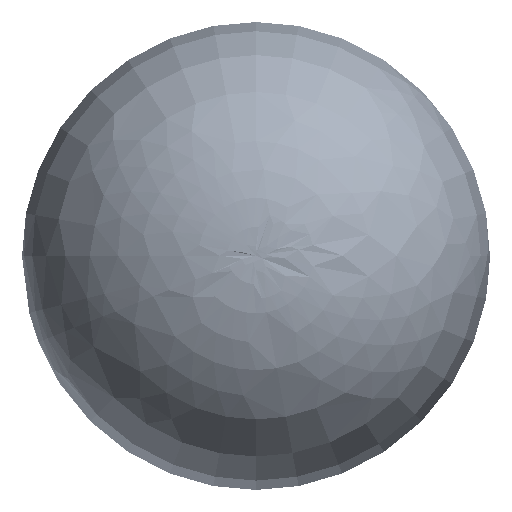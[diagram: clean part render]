
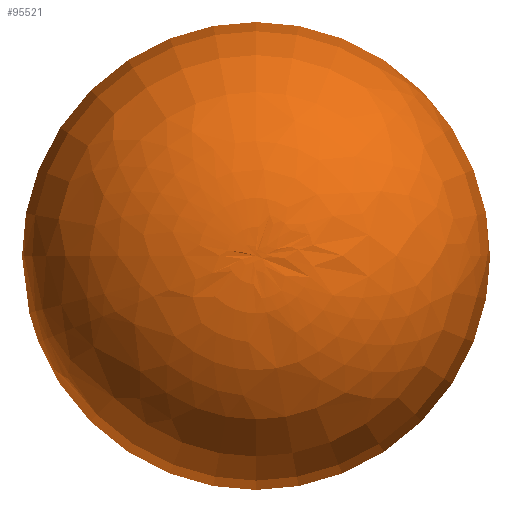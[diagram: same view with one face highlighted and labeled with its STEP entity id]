
A CAD part, top view. The second image highlights one B-rep face of the part: STEP entity #95521.
In plain terms, the highlighted free-form (B-spline) face has degree [2, 2] with [5, 9] control points.
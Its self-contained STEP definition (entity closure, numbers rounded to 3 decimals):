
#23701=FACE_OUTER_BOUND('',#29685,.T.);
#29685=EDGE_LOOP('',(#65964,#65965,#65966));
#36285=CIRCLE('',#102008,2599.17);
#36286=CIRCLE('',#102009,2770.323);
#42668=VERTEX_POINT('',#139783);
#42669=VERTEX_POINT('',#139831);
#51594=EDGE_CURVE('',#42668,#42668,#36285,.T.);
#51595=EDGE_CURVE('',#42668,#42669,#36286,.T.);
#65964=ORIENTED_EDGE('',*,*,#51594,.F.);
#65965=ORIENTED_EDGE('',*,*,#51595,.T.);
#65966=ORIENTED_EDGE('',*,*,#51595,.F.);
#94663=(
BOUNDED_SURFACE()
B_SPLINE_SURFACE(2,2,((#139786,#139787,#139788,#139789,#139790,#139791,
#139792,#139793,#139794),(#139795,#139796,#139797,#139798,#139799,#139800,
#139801,#139802,#139803),(#139804,#139805,#139806,#139807,#139808,#139809,
#139810,#139811,#139812),(#139813,#139814,#139815,#139816,#139817,#139818,
#139819,#139820,#139821),(#139822,#139823,#139824,#139825,#139826,#139827,
#139828,#139829,#139830)),.UNSPECIFIED.,.F.,.T.,.F.)
B_SPLINE_SURFACE_WITH_KNOTS((3,2,3),(3,2,2,2,3),(-1.643,-0.56,
0.524),(-3.142,-1.571,0.,1.571,
3.142),.UNSPECIFIED.)
GEOMETRIC_REPRESENTATION_ITEM()
RATIONAL_B_SPLINE_SURFACE(((1.,0.707,1.,0.707,1.,
0.707,1.,0.707,1.),(0.857,0.606,
0.857,0.606,0.857,0.606,
0.857,0.606,0.857),(1.,0.707,
1.,0.707,1.,0.707,1.,0.707,1.),(0.857,
0.606,0.857,0.606,0.857,
0.606,0.857,0.606,0.857),
(1.,0.707,1.,0.707,1.,0.707,1.,0.707,
1.)))
REPRESENTATION_ITEM('')
SURFACE()
);
#95521=ADVANCED_FACE('',(#23701),#94663,.F.);
#102008=AXIS2_PLACEMENT_3D('',#139785,#113225,#113226);
#102009=AXIS2_PLACEMENT_3D('',#139832,#113227,#113228);
#113225=DIRECTION('center_axis',(-1.,0.,0.));
#113226=DIRECTION('ref_axis',(0.,0.,1.));
#113227=DIRECTION('center_axis',(0.,-1.,0.));
#113228=DIRECTION('ref_axis',(0.,0.,-1.));
#139783=CARTESIAN_POINT('',(-1385.162,200.,-2599.17));
#139785=CARTESIAN_POINT('Origin',(-1385.162,200.,0.));
#139786=CARTESIAN_POINT('Ctrl Pts',(2763.094,200.,0.));
#139787=CARTESIAN_POINT('Ctrl Pts',(2763.094,200.,0.));
#139788=CARTESIAN_POINT('Ctrl Pts',(2763.094,200.,0.));
#139789=CARTESIAN_POINT('Ctrl Pts',(2763.094,200.,0.));
#139790=CARTESIAN_POINT('Ctrl Pts',(2763.094,200.,0.));
#139791=CARTESIAN_POINT('Ctrl Pts',(2763.094,200.,0.));
#139792=CARTESIAN_POINT('Ctrl Pts',(2763.094,200.,0.));
#139793=CARTESIAN_POINT('Ctrl Pts',(2763.094,200.,0.));
#139794=CARTESIAN_POINT('Ctrl Pts',(2763.094,200.,0.));
#139795=CARTESIAN_POINT('Ctrl Pts',(2883.433,200.,-1662.533));
#139796=CARTESIAN_POINT('Ctrl Pts',(2883.433,-1462.533,
-1662.533));
#139797=CARTESIAN_POINT('Ctrl Pts',(2883.433,-1462.533,
0.));
#139798=CARTESIAN_POINT('Ctrl Pts',(2883.433,-1462.533,
1662.533));
#139799=CARTESIAN_POINT('Ctrl Pts',(2883.433,200.,1662.533));
#139800=CARTESIAN_POINT('Ctrl Pts',(2883.433,1862.533,1662.533));
#139801=CARTESIAN_POINT('Ctrl Pts',(2883.433,1862.533,0.));
#139802=CARTESIAN_POINT('Ctrl Pts',(2883.433,1862.533,-1662.533));
#139803=CARTESIAN_POINT('Ctrl Pts',(2883.433,200.,-1662.533));
#139804=CARTESIAN_POINT('Ctrl Pts',(1470.917,200.,-2547.572));
#139805=CARTESIAN_POINT('Ctrl Pts',(1470.917,-2347.572,-2547.572));
#139806=CARTESIAN_POINT('Ctrl Pts',(1470.917,-2347.572,0.));
#139807=CARTESIAN_POINT('Ctrl Pts',(1470.917,-2347.572,2547.572));
#139808=CARTESIAN_POINT('Ctrl Pts',(1470.917,200.,2547.572));
#139809=CARTESIAN_POINT('Ctrl Pts',(1470.917,2747.572,2547.572));
#139810=CARTESIAN_POINT('Ctrl Pts',(1470.917,2747.572,0.));
#139811=CARTESIAN_POINT('Ctrl Pts',(1470.917,2747.572,-2547.572));
#139812=CARTESIAN_POINT('Ctrl Pts',(1470.917,200.,-2547.572));
#139813=CARTESIAN_POINT('Ctrl Pts',(58.401,200.,-3432.611));
#139814=CARTESIAN_POINT('Ctrl Pts',(58.401,-3232.611,
-3432.611));
#139815=CARTESIAN_POINT('Ctrl Pts',(58.401,-3232.611,
0.));
#139816=CARTESIAN_POINT('Ctrl Pts',(58.401,-3232.611,
3432.611));
#139817=CARTESIAN_POINT('Ctrl Pts',(58.401,200.,3432.611));
#139818=CARTESIAN_POINT('Ctrl Pts',(58.401,3632.611,3432.611));
#139819=CARTESIAN_POINT('Ctrl Pts',(58.401,3632.611,0.));
#139820=CARTESIAN_POINT('Ctrl Pts',(58.401,3632.611,-3432.611));
#139821=CARTESIAN_POINT('Ctrl Pts',(58.401,200.,-3432.611));
#139822=CARTESIAN_POINT('Ctrl Pts',(-1385.162,200.,-2599.17));
#139823=CARTESIAN_POINT('Ctrl Pts',(-1385.162,-2399.17,
-2599.17));
#139824=CARTESIAN_POINT('Ctrl Pts',(-1385.162,-2399.17,
0.));
#139825=CARTESIAN_POINT('Ctrl Pts',(-1385.162,-2399.17,
2599.17));
#139826=CARTESIAN_POINT('Ctrl Pts',(-1385.162,200.,2599.17));
#139827=CARTESIAN_POINT('Ctrl Pts',(-1385.162,2799.17,
2599.17));
#139828=CARTESIAN_POINT('Ctrl Pts',(-1385.162,2799.17,
0.));
#139829=CARTESIAN_POINT('Ctrl Pts',(-1385.162,2799.17,
-2599.17));
#139830=CARTESIAN_POINT('Ctrl Pts',(-1385.162,200.,-2599.17));
#139831=CARTESIAN_POINT('',(2763.094,200.,0.));
#139832=CARTESIAN_POINT('Origin',(0.,200.,-200.));
